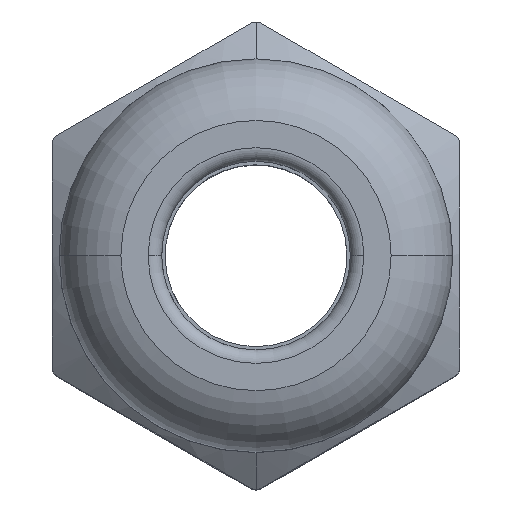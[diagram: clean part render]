
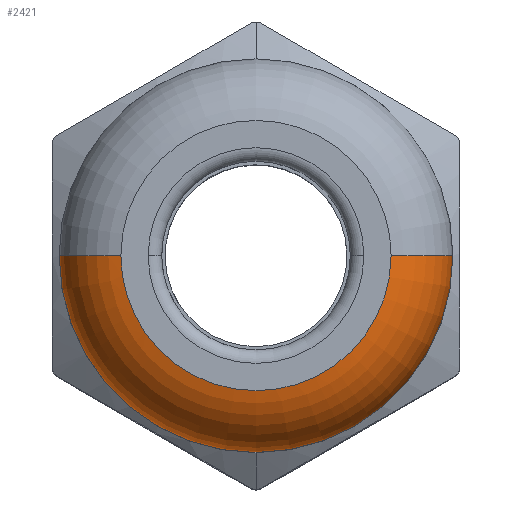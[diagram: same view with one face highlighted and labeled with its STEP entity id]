
A CAD part, top view. The second image highlights one B-rep face of the part: STEP entity #2421.
In plain terms, the highlighted toroidal (fillet/blend) face has major radius 4.359 mm and minor radius 2.876 mm.
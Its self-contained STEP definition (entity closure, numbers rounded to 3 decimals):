
#2363=AXIS2_PLACEMENT_3D('Circle Axis2P3D',#2361,#2362,$) ;
#2370=AXIS2_PLACEMENT_3D('Circle Axis2P3D',#2368,#2369,$) ;
#2399=AXIS2_PLACEMENT_3D('Torus Axis2P3D',#2396,#2397,#2398) ;
#2403=AXIS2_PLACEMENT_3D('Circle Axis2P3D',#2401,#2402,$) ;
#2410=AXIS2_PLACEMENT_3D('Circle Axis2P3D',#2408,#2409,$) ;
#2227=CARTESIAN_POINT('Vertex',(2.53,8.602,30.5)) ;
#2233=CARTESIAN_POINT('Control Point',(7.5,3.632,30.5)) ;
#2234=CARTESIAN_POINT('Control Point',(6.954,3.632,30.5)) ;
#2235=CARTESIAN_POINT('Control Point',(6.408,3.707,30.5)) ;
#2236=CARTESIAN_POINT('Control Point',(5.875,3.857,30.5)) ;
#2237=CARTESIAN_POINT('Control Point',(4.866,4.299,30.5)) ;
#2238=CARTESIAN_POINT('Control Point',(4.013,4.997,30.5)) ;
#2239=CARTESIAN_POINT('Control Point',(3.637,5.403,30.5)) ;
#2240=CARTESIAN_POINT('Control Point',(3.051,6.244,30.5)) ;
#2241=CARTESIAN_POINT('Control Point',(2.696,7.203,30.5)) ;
#2242=CARTESIAN_POINT('Control Point',(2.585,7.664,30.5)) ;
#2243=CARTESIAN_POINT('Control Point',(2.53,8.133,30.5)) ;
#2244=CARTESIAN_POINT('Control Point',(2.53,8.602,30.5)) ;
#2245=CARTESIAN_POINT('Vertex',(7.5,3.632,30.5)) ;
#2249=CARTESIAN_POINT('Control Point',(12.47,8.602,30.5)) ;
#2250=CARTESIAN_POINT('Control Point',(12.47,8.525,30.5)) ;
#2251=CARTESIAN_POINT('Control Point',(12.469,8.448,30.5)) ;
#2252=CARTESIAN_POINT('Control Point',(12.466,8.371,30.5)) ;
#2253=CARTESIAN_POINT('Control Point',(12.429,7.749,30.5)) ;
#2254=CARTESIAN_POINT('Control Point',(12.296,7.135,30.5)) ;
#2255=CARTESIAN_POINT('Control Point',(12.105,6.616,30.5)) ;
#2256=CARTESIAN_POINT('Control Point',(11.586,5.643,30.5)) ;
#2257=CARTESIAN_POINT('Control Point',(10.824,4.847,30.5)) ;
#2258=CARTESIAN_POINT('Control Point',(10.391,4.503,30.5)) ;
#2259=CARTESIAN_POINT('Control Point',(9.574,4.023,30.5)) ;
#2260=CARTESIAN_POINT('Control Point',(8.672,3.748,30.5)) ;
#2261=CARTESIAN_POINT('Control Point',(8.285,3.671,30.5)) ;
#2262=CARTESIAN_POINT('Control Point',(7.892,3.632,30.5)) ;
#2263=CARTESIAN_POINT('Control Point',(7.5,3.632,30.5)) ;
#2264=CARTESIAN_POINT('Vertex',(12.47,8.602,30.5)) ;
#2361=CARTESIAN_POINT('Axis2P3D Location',(3.141,8.602,27.69)) ;
#2365=CARTESIAN_POINT('Vertex',(0.265,8.602,27.69)) ;
#2368=CARTESIAN_POINT('Axis2P3D Location',(11.859,8.602,27.69)) ;
#2372=CARTESIAN_POINT('Vertex',(14.735,8.602,27.69)) ;
#2396=CARTESIAN_POINT('Axis2P3D Location',(7.5,8.602,27.69)) ;
#2401=CARTESIAN_POINT('Axis2P3D Location',(7.5,8.602,27.69)) ;
#2405=CARTESIAN_POINT('Vertex',(7.5,1.367,27.69)) ;
#2408=CARTESIAN_POINT('Axis2P3D Location',(7.5,8.602,27.69)) ;
#2362=DIRECTION('Axis2P3D Direction',(0.,-1.,0.)) ;
#2369=DIRECTION('Axis2P3D Direction',(0.,1.,0.)) ;
#2397=DIRECTION('Axis2P3D Direction',(0.,0.,-1.)) ;
#2398=DIRECTION('Axis2P3D XDirection',(1.,0.,0.)) ;
#2402=DIRECTION('Axis2P3D Direction',(0.,0.,-1.)) ;
#2409=DIRECTION('Axis2P3D Direction',(0.,0.,-1.)) ;
#2414=ORIENTED_EDGE('',*,*,#2374,.F.) ;
#2415=ORIENTED_EDGE('',*,*,#2266,.T.) ;
#2416=ORIENTED_EDGE('',*,*,#2247,.T.) ;
#2417=ORIENTED_EDGE('',*,*,#2367,.F.) ;
#2418=ORIENTED_EDGE('',*,*,#2407,.F.) ;
#2419=ORIENTED_EDGE('',*,*,#2412,.F.) ;
#2421=ADVANCED_FACE('VG_M12_OT\\Volumenk\X2\00F6\X0\rper1',(#2420),#2400,.T.) ;
#2232=B_SPLINE_CURVE_WITH_KNOTS('',5,(#2233,#2234,#2235,#2236,#2237,#2238,#2239,#2240,#2241,#2242,#2243,#2244),.UNSPECIFIED.,.F.,.U.,(6,3,3,6),(0.,3.861,7.723,11.04),.UNSPECIFIED.) ;
#2248=B_SPLINE_CURVE_WITH_KNOTS('',5,(#2249,#2250,#2251,#2252,#2253,#2254,#2255,#2256,#2257,#2258,#2259,#2260,#2261,#2262,#2263),.UNSPECIFIED.,.F.,.U.,(6,3,3,3,6),(11.04,11.584,15.445,19.306,22.081),.UNSPECIFIED.) ;
#2364=CIRCLE('generated circle',#2363,2.876) ;
#2371=CIRCLE('generated circle',#2370,2.876) ;
#2404=CIRCLE('generated circle',#2403,7.235) ;
#2411=CIRCLE('generated circle',#2410,7.235) ;
#2400=TOROIDAL_SURFACE('homeo Torus',#2399,4.359,2.876) ;
#2247=EDGE_CURVE('',#2246,#2228,#2232,.T.) ;
#2266=EDGE_CURVE('',#2265,#2246,#2248,.T.) ;
#2367=EDGE_CURVE('',#2366,#2228,#2364,.F.) ;
#2374=EDGE_CURVE('',#2265,#2373,#2371,.T.) ;
#2407=EDGE_CURVE('',#2406,#2366,#2404,.T.) ;
#2412=EDGE_CURVE('',#2373,#2406,#2411,.T.) ;
#2413=EDGE_LOOP('',(#2414,#2415,#2416,#2417,#2418,#2419)) ;
#2420=FACE_OUTER_BOUND('',#2413,.T.) ;
#2228=VERTEX_POINT('',#2227) ;
#2246=VERTEX_POINT('',#2245) ;
#2265=VERTEX_POINT('',#2264) ;
#2366=VERTEX_POINT('',#2365) ;
#2373=VERTEX_POINT('',#2372) ;
#2406=VERTEX_POINT('',#2405) ;
